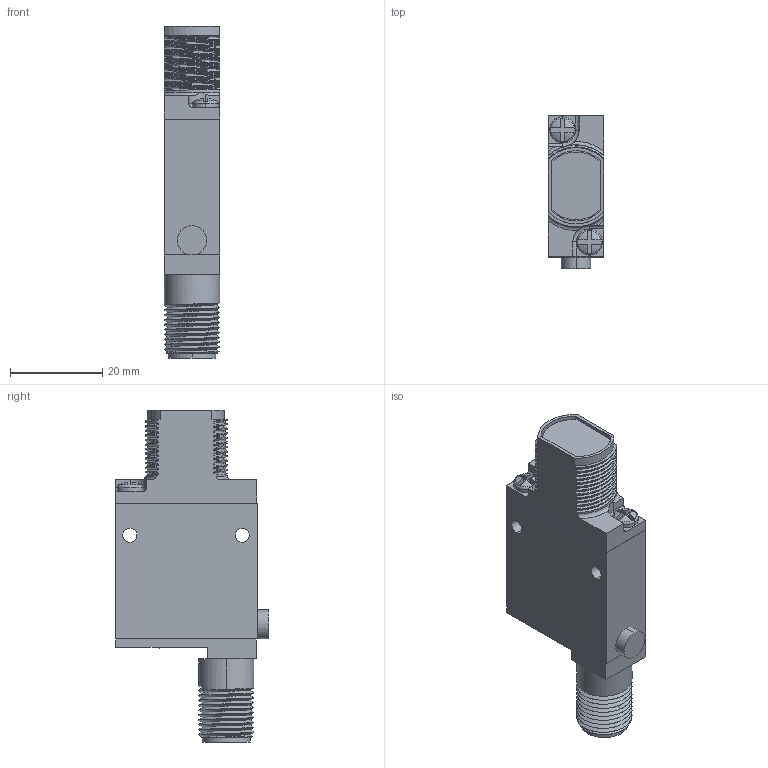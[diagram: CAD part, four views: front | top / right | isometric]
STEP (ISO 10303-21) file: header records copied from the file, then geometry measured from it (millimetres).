
FILE_DESCRIPTION((''),'2;1');
FILE_NAME('154456_ASM','2016-04-06T',('PDMAdmin'),(''),'PRO/ENGINEER BY PARAMETRIC TECHNOLOGY CORPORATION, 2013230','PRO/ENGINEER BY PARAMETRIC TECHNOLOGY CORPORATION, 2013230','');
FILE_SCHEMA(('CONFIG_CONTROL_DESIGN'));
Length unit declared in the file: inch
Products named in the file (11): 12833; 139097; 12969; 10153_ASM; 08389; 14374; 15747; 08427; 15743_ASM; 54605; 154456_ASM
Assembly tree (11 placements, depth 3):
  154456_ASM
    12833
    10153_ASM
      139097
      12969
    08389  x2
    15743_ASM
      14374
      15747
      08427
    54605
Bounding box: 12.09 x 33.27 x 71.99 mm (x, y, z)
Volume: 7262.5 mm3; surface area: 14292.7 mm2
Topology: 9 solids, 10 shells, 593 faces, 1557 edges, 1016 vertices
Faces by surface type: plane 232, cylinder 215, bspline 104, cone 16, torus 16, sphere 10
Entity records: 39440 total; most frequent: CARTESIAN_POINT 25679, ORIENTED_EDGE 2978, DIRECTION 2563, EDGE_CURVE 1491, VERTEX_POINT 974, AXIS2_PLACEMENT_3D 903, VECTOR 757, LINE 757
